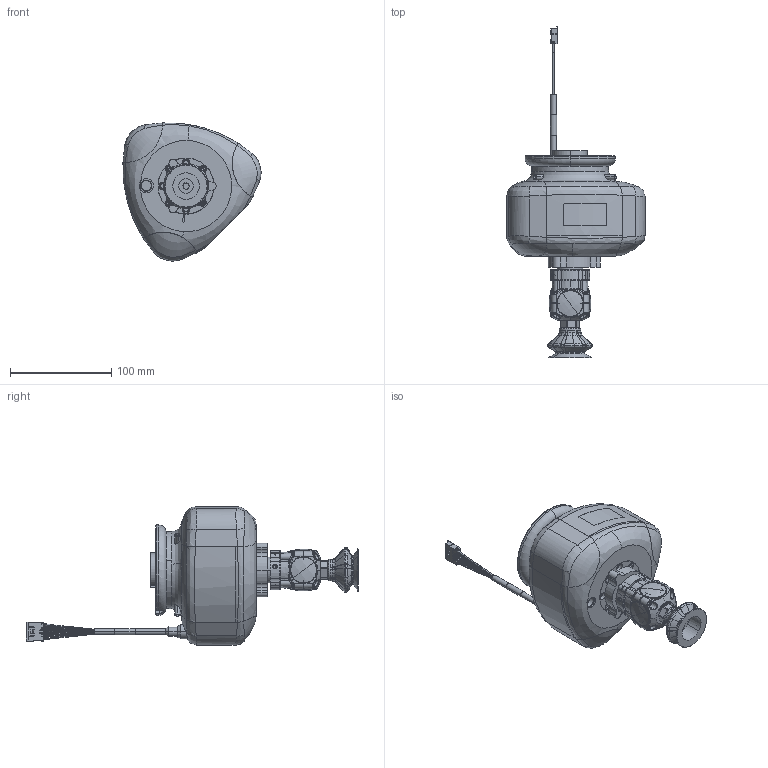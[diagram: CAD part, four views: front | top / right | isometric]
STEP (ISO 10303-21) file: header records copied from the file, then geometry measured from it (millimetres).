
FILE_DESCRIPTION(('STEP AP203'),'1');
FILE_NAME('10_03_01_00509.stp','2025-12-18T09:47:36',('TraceParts'),('TraceParts S.A.S.'),'Spatial InterOp 3D',' ',' ');
FILE_SCHEMA(('CONFIG_CONTROL_DESIGN'));
Length unit declared in the file: millimetre
Products named in the file (1): 1
Bounding box: 136.28 x 327.5 x 136.28 mm (x, y, z)
Volume: 1113821.5 mm3; surface area: 210764.6 mm2
Topology: 54 solids, 63 shells, 4670 faces, 11570 edges, 7145 vertices
Faces by surface type: plane 1512, bspline 1175, cylinder 1053, torus 481, cone 323, sphere 126
Entity records: 192444 total; most frequent: CARTESIAN_POINT 89045, ORIENTED_EDGE 22884, DIRECTION 19479, EDGE_CURVE 11442, AXIS2_PLACEMENT_3D 7321, VERTEX_POINT 7145, EDGE_LOOP 5035, LINE 4837
